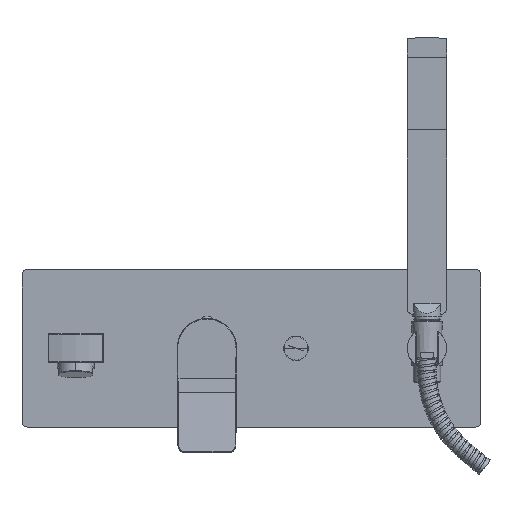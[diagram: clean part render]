
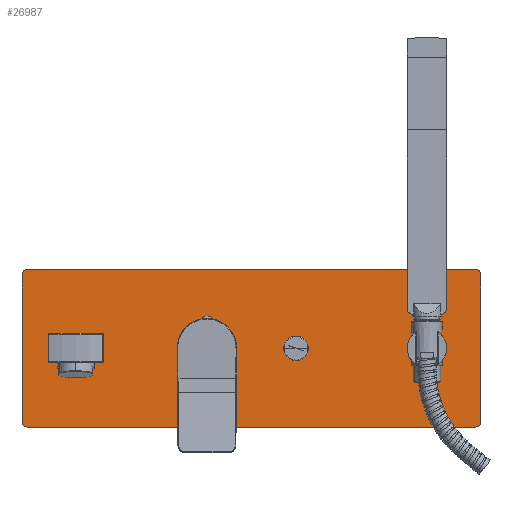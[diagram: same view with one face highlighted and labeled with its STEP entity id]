
A CAD part, top view. The second image highlights one B-rep face of the part: STEP entity #26987.
In plain terms, the highlighted planar face has unit normal (0, 0, 1).
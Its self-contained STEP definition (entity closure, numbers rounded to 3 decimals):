
#14604=CARTESIAN_POINT('',(-137.,-56.,50.));
#14605=DIRECTION('',(0.,0.,1.));
#14606=DIRECTION('',(-1.,0.,0.));
#14607=AXIS2_PLACEMENT_3D('',#14604,#14605,#14606);
#14609=DIRECTION('',(0.,-1.,0.));
#14610=VECTOR('',#14609,112.);
#14611=CARTESIAN_POINT('',(-141.,56.,50.));
#14612=LINE('',#14611,#14610);
#14613=CARTESIAN_POINT('',(-137.,56.,50.));
#14614=DIRECTION('',(0.,0.,1.));
#14615=DIRECTION('',(0.,1.,0.));
#14616=AXIS2_PLACEMENT_3D('',#14613,#14614,#14615);
#14618=DIRECTION('',(-1.,0.,0.));
#14619=VECTOR('',#14618,342.);
#14620=CARTESIAN_POINT('',(205.,60.,50.));
#14621=LINE('',#14620,#14619);
#14622=CARTESIAN_POINT('',(205.,56.,50.));
#14623=DIRECTION('',(0.,0.,1.));
#14624=DIRECTION('',(1.,0.,0.));
#14625=AXIS2_PLACEMENT_3D('',#14622,#14623,#14624);
#14627=DIRECTION('',(0.,1.,0.));
#14628=VECTOR('',#14627,112.);
#14629=CARTESIAN_POINT('',(209.,-56.,50.));
#14630=LINE('',#14629,#14628);
#14631=CARTESIAN_POINT('',(205.,-56.,50.));
#14632=DIRECTION('',(0.,0.,1.));
#14633=DIRECTION('',(0.,-1.,0.));
#14634=AXIS2_PLACEMENT_3D('',#14631,#14632,#14633);
#14636=DIRECTION('',(1.,0.,0.));
#14637=VECTOR('',#14636,342.);
#14638=CARTESIAN_POINT('',(-137.,-60.,50.));
#14639=LINE('',#14638,#14637);
#14640=DIRECTION('',(1.,0.,0.));
#14641=VECTOR('',#14640,41.533);
#14642=CARTESIAN_POINT('',(-120.767,-11.,50.));
#14643=LINE('',#14642,#14641);
#14644=CARTESIAN_POINT('',(-100.,0.,50.));
#14645=DIRECTION('',(0.,0.,-1.));
#14646=DIRECTION('',(0.894,-0.449,0.));
#14647=AXIS2_PLACEMENT_3D('',#14644,#14645,#14646);
#14649=DIRECTION('',(0.,1.,0.));
#14650=VECTOR('',#14649,21.095);
#14651=CARTESIAN_POINT('',(-79.,-10.548,50.));
#14652=LINE('',#14651,#14650);
#14653=CARTESIAN_POINT('',(-100.,0.,50.));
#14654=DIRECTION('',(0.,0.,-1.));
#14655=DIRECTION('',(0.884,0.468,0.));
#14656=AXIS2_PLACEMENT_3D('',#14653,#14654,#14655);
#14658=DIRECTION('',(1.,0.,0.));
#14659=VECTOR('',#14658,41.533);
#14660=CARTESIAN_POINT('',(-120.767,11.,50.));
#14661=LINE('',#14660,#14659);
#14662=CARTESIAN_POINT('',(-100.,0.,50.));
#14663=DIRECTION('',(0.,0.,-1.));
#14664=DIRECTION('',(-0.894,0.449,0.));
#14665=AXIS2_PLACEMENT_3D('',#14662,#14663,#14664);
#14667=DIRECTION('',(0.,1.,0.));
#14668=VECTOR('',#14667,21.095);
#14669=CARTESIAN_POINT('',(-121.,-10.548,50.));
#14670=LINE('',#14669,#14668);
#14671=CARTESIAN_POINT('',(-100.,0.,50.));
#14672=DIRECTION('',(0.,0.,-1.));
#14673=DIRECTION('',(-0.884,-0.468,0.));
#14674=AXIS2_PLACEMENT_3D('',#14671,#14672,#14673);
#14676=CARTESIAN_POINT('',(167.8,0.,50.));
#14677=DIRECTION('',(0.,0.,-1.));
#14678=DIRECTION('',(1.,0.,0.));
#14679=AXIS2_PLACEMENT_3D('',#14676,#14677,#14678);
#14681=CARTESIAN_POINT('',(167.8,0.,50.));
#14682=DIRECTION('',(0.,0.,-1.));
#14683=DIRECTION('',(-1.,0.,0.));
#14684=AXIS2_PLACEMENT_3D('',#14681,#14682,#14683);
#14754=CARTESIAN_POINT('',(68.,0.,50.));
#14755=DIRECTION('',(0.,0.,-1.));
#14756=DIRECTION('',(-1.,0.,0.));
#14757=AXIS2_PLACEMENT_3D('',#14754,#14755,#14756);
#14759=CARTESIAN_POINT('',(68.,0.,50.));
#14760=DIRECTION('',(0.,0.,-1.));
#14761=DIRECTION('',(1.,0.,0.));
#14762=AXIS2_PLACEMENT_3D('',#14759,#14760,#14761);
#14886=CARTESIAN_POINT('',(0.,0.,50.));
#14887=DIRECTION('',(0.,0.,-1.));
#14888=DIRECTION('',(-1.,0.,0.));
#14889=AXIS2_PLACEMENT_3D('',#14886,#14887,#14888);
#14896=CARTESIAN_POINT('',(0.,0.,50.));
#14897=DIRECTION('',(0.,0.,-1.));
#14898=DIRECTION('',(1.,0.,0.));
#14899=AXIS2_PLACEMENT_3D('',#14896,#14897,#14898);
#16300=CARTESIAN_POINT('',(-141.,-56.,50.));
#16301=VERTEX_POINT('',#16300);
#16302=CARTESIAN_POINT('',(-137.,-60.,50.));
#16303=VERTEX_POINT('',#16302);
#16308=CARTESIAN_POINT('',(-137.,60.,50.));
#16309=VERTEX_POINT('',#16308);
#16310=CARTESIAN_POINT('',(-141.,56.,50.));
#16311=VERTEX_POINT('',#16310);
#16316=CARTESIAN_POINT('',(209.,56.,50.));
#16317=VERTEX_POINT('',#16316);
#16318=CARTESIAN_POINT('',(205.,60.,50.));
#16319=VERTEX_POINT('',#16318);
#16324=CARTESIAN_POINT('',(205.,-60.,50.));
#16325=VERTEX_POINT('',#16324);
#16326=CARTESIAN_POINT('',(209.,-56.,50.));
#16327=VERTEX_POINT('',#16326);
#16350=CARTESIAN_POINT('',(-120.767,-11.,50.));
#16351=CARTESIAN_POINT('',(-79.233,-11.,50.));
#16352=VERTEX_POINT('',#16350);
#16353=VERTEX_POINT('',#16351);
#16354=CARTESIAN_POINT('',(-120.767,11.,50.));
#16355=CARTESIAN_POINT('',(-79.233,11.,50.));
#16356=VERTEX_POINT('',#16354);
#16357=VERTEX_POINT('',#16355);
#16358=CARTESIAN_POINT('',(-121.,-10.548,50.));
#16359=CARTESIAN_POINT('',(-121.,10.548,50.));
#16360=VERTEX_POINT('',#16358);
#16361=VERTEX_POINT('',#16359);
#16362=CARTESIAN_POINT('',(-79.,-10.548,50.));
#16363=CARTESIAN_POINT('',(-79.,10.548,50.));
#16364=VERTEX_POINT('',#16362);
#16365=VERTEX_POINT('',#16363);
#16412=CARTESIAN_POINT('',(182.8,0.,50.));
#16413=CARTESIAN_POINT('',(152.8,0.,50.));
#16414=VERTEX_POINT('',#16412);
#16415=VERTEX_POINT('',#16413);
#16681=CARTESIAN_POINT('',(-22.4,0.,50.));
#16682=CARTESIAN_POINT('',(22.4,0.,50.));
#16683=VERTEX_POINT('',#16681);
#16684=VERTEX_POINT('',#16682);
#16685=CARTESIAN_POINT('',(58.65,0.,50.));
#16686=CARTESIAN_POINT('',(77.35,0.,50.));
#16687=VERTEX_POINT('',#16685);
#16688=VERTEX_POINT('',#16686);
#26930=CARTESIAN_POINT('',(34.,0.,50.));
#26931=DIRECTION('',(0.,0.,1.));
#26932=DIRECTION('',(0.,1.,0.));
#26933=AXIS2_PLACEMENT_3D('',#26930,#26931,#26932);
#26934=PLANE('',#26933);
#26936=ORIENTED_EDGE('',*,*,#26935,.F.);
#26938=ORIENTED_EDGE('',*,*,#26937,.F.);
#26940=ORIENTED_EDGE('',*,*,#26939,.F.);
#26942=ORIENTED_EDGE('',*,*,#26941,.F.);
#26944=ORIENTED_EDGE('',*,*,#26943,.F.);
#26946=ORIENTED_EDGE('',*,*,#26945,.F.);
#26948=ORIENTED_EDGE('',*,*,#26947,.F.);
#26950=ORIENTED_EDGE('',*,*,#26949,.F.);
#26951=EDGE_LOOP('',(#26936,#26938,#26940,#26942,#26944,#26946,#26948,#26950));
#26952=FACE_OUTER_BOUND('',#26951,.F.);
#26954=ORIENTED_EDGE('',*,*,#26953,.F.);
#26956=ORIENTED_EDGE('',*,*,#26955,.F.);
#26957=EDGE_LOOP('',(#26954,#26956));
#26958=FACE_BOUND('',#26957,.F.);
#26960=ORIENTED_EDGE('',*,*,#26959,.F.);
#26962=ORIENTED_EDGE('',*,*,#26961,.F.);
#26963=EDGE_LOOP('',(#26960,#26962));
#26964=FACE_BOUND('',#26963,.F.);
#26966=ORIENTED_EDGE('',*,*,#26965,.T.);
#26968=ORIENTED_EDGE('',*,*,#26967,.F.);
#26970=ORIENTED_EDGE('',*,*,#26969,.T.);
#26972=ORIENTED_EDGE('',*,*,#26971,.F.);
#26974=ORIENTED_EDGE('',*,*,#26973,.F.);
#26976=ORIENTED_EDGE('',*,*,#26975,.F.);
#26978=ORIENTED_EDGE('',*,*,#26977,.F.);
#26980=ORIENTED_EDGE('',*,*,#26979,.F.);
#26981=EDGE_LOOP('',(#26966,#26968,#26970,#26972,#26974,#26976,#26978,#26980));
#26982=FACE_BOUND('',#26981,.F.);
#26983=ORIENTED_EDGE('',*,*,#26823,.F.);
#26984=ORIENTED_EDGE('',*,*,#26713,.F.);
#26985=EDGE_LOOP('',(#26983,#26984));
#26986=FACE_BOUND('',#26985,.F.);
#26987=ADVANCED_FACE('',(#26952,#26958,#26964,#26982,#26986),#26934,.T.);
#14608=CIRCLE('',#14607,4.);
#14617=CIRCLE('',#14616,4.);
#14626=CIRCLE('',#14625,4.);
#14635=CIRCLE('',#14634,4.);
#14648=CIRCLE('',#14647,23.5);
#14657=CIRCLE('',#14656,23.5);
#14666=CIRCLE('',#14665,23.5);
#14675=CIRCLE('',#14674,23.5);
#14680=CIRCLE('',#14679,15.);
#14685=CIRCLE('',#14684,15.);
#14758=CIRCLE('',#14757,9.35);
#14763=CIRCLE('',#14762,9.35);
#14890=CIRCLE('',#14889,22.4);
#14900=CIRCLE('',#14899,22.4);
#26713=EDGE_CURVE('',#16415,#16414,#14685,.T.);
#26823=EDGE_CURVE('',#16414,#16415,#14680,.T.);
#26935=EDGE_CURVE('',#16301,#16303,#14608,.T.);
#26937=EDGE_CURVE('',#16311,#16301,#14612,.T.);
#26939=EDGE_CURVE('',#16309,#16311,#14617,.T.);
#26941=EDGE_CURVE('',#16319,#16309,#14621,.T.);
#26943=EDGE_CURVE('',#16317,#16319,#14626,.T.);
#26945=EDGE_CURVE('',#16327,#16317,#14630,.T.);
#26947=EDGE_CURVE('',#16325,#16327,#14635,.T.);
#26949=EDGE_CURVE('',#16303,#16325,#14639,.T.);
#26953=EDGE_CURVE('',#16687,#16688,#14758,.T.);
#26955=EDGE_CURVE('',#16688,#16687,#14763,.T.);
#26959=EDGE_CURVE('',#16683,#16684,#14890,.T.);
#26961=EDGE_CURVE('',#16684,#16683,#14900,.T.);
#26965=EDGE_CURVE('',#16352,#16353,#14643,.T.);
#26967=EDGE_CURVE('',#16364,#16353,#14648,.T.);
#26969=EDGE_CURVE('',#16364,#16365,#14652,.T.);
#26971=EDGE_CURVE('',#16357,#16365,#14657,.T.);
#26973=EDGE_CURVE('',#16356,#16357,#14661,.T.);
#26975=EDGE_CURVE('',#16361,#16356,#14666,.T.);
#26977=EDGE_CURVE('',#16360,#16361,#14670,.T.);
#26979=EDGE_CURVE('',#16352,#16360,#14675,.T.);
